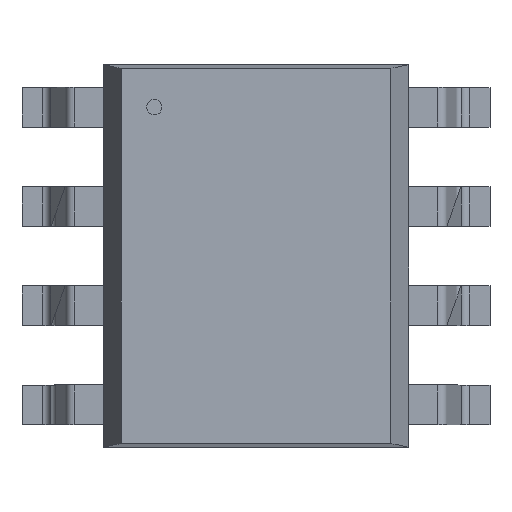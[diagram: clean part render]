
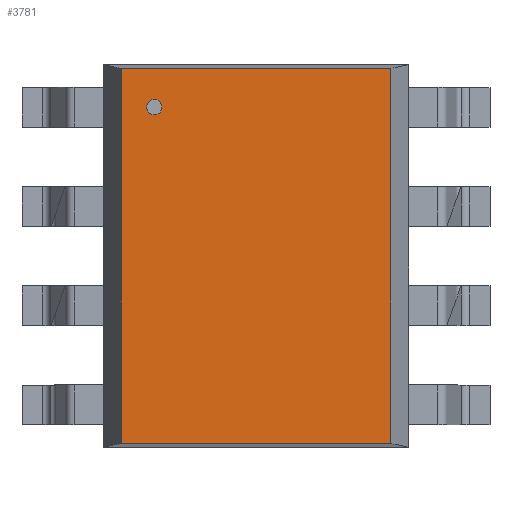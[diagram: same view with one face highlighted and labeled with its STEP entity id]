
A CAD part, top view. The second image highlights one B-rep face of the part: STEP entity #3781.
In plain terms, the highlighted planar face has unit normal (0, 0, 1).
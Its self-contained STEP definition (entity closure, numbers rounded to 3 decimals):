
#3781 = ADVANCED_FACE('',(#3782),#3816,.F.);
#3782 = FACE_BOUND('',#3783,.T.);
#3783 = EDGE_LOOP('',(#3784,#3794,#3802,#3810));
#3784 = ORIENTED_EDGE('',*,*,#3785,.F.);
#3785 = EDGE_CURVE('',#3786,#3788,#3790,.T.);
#3786 = VERTEX_POINT('',#3787);
#3787 = CARTESIAN_POINT('',(1.727,-2.4,1.753));
#3788 = VERTEX_POINT('',#3789);
#3789 = CARTESIAN_POINT('',(-1.727,-2.4,1.753));
#3790 = LINE('',#3791,#3792);
#3791 = CARTESIAN_POINT('',(1.727,-2.4,1.753));
#3792 = VECTOR('',#3793,1.);
#3793 = DIRECTION('',(-1.,0.,0.));
#3794 = ORIENTED_EDGE('',*,*,#3795,.F.);
#3795 = EDGE_CURVE('',#3796,#3786,#3798,.T.);
#3796 = VERTEX_POINT('',#3797);
#3797 = CARTESIAN_POINT('',(1.727,2.4,1.753));
#3798 = LINE('',#3799,#3800);
#3799 = CARTESIAN_POINT('',(1.727,2.4,1.753));
#3800 = VECTOR('',#3801,1.);
#3801 = DIRECTION('',(0.,-1.,0.));
#3802 = ORIENTED_EDGE('',*,*,#3803,.F.);
#3803 = EDGE_CURVE('',#3804,#3796,#3806,.T.);
#3804 = VERTEX_POINT('',#3805);
#3805 = CARTESIAN_POINT('',(-1.727,2.4,1.753));
#3806 = LINE('',#3807,#3808);
#3807 = CARTESIAN_POINT('',(-1.727,2.4,1.753));
#3808 = VECTOR('',#3809,1.);
#3809 = DIRECTION('',(1.,0.,0.));
#3810 = ORIENTED_EDGE('',*,*,#3811,.F.);
#3811 = EDGE_CURVE('',#3788,#3804,#3812,.T.);
#3812 = LINE('',#3813,#3814);
#3813 = CARTESIAN_POINT('',(-1.727,-2.4,1.753));
#3814 = VECTOR('',#3815,1.);
#3815 = DIRECTION('',(0.,1.,0.));
#3816 = PLANE('',#3817);
#3817 = AXIS2_PLACEMENT_3D('',#3818,#3819,#3820);
#3818 = CARTESIAN_POINT('',(-1.727,-2.4,1.753));
#3819 = DIRECTION('',(0.,0.,-1.));
#3820 = DIRECTION('',(0.,1.,0.));
